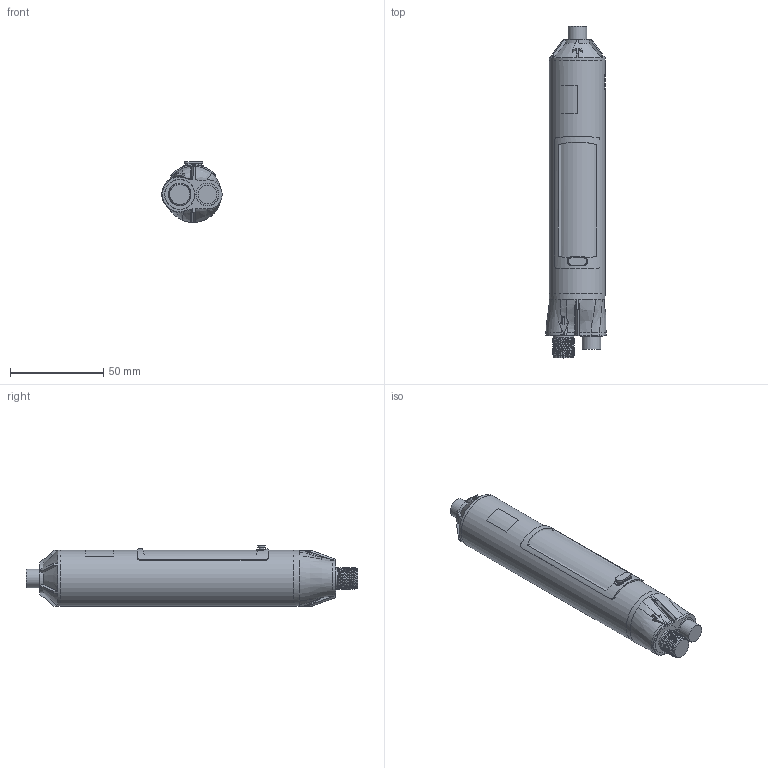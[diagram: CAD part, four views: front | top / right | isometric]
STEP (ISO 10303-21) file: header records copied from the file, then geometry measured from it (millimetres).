
FILE_DESCRIPTION(/* description */ ('evotronLIGHT Ringlicht R-50x24-P-S','CAx-IF Rec.Pracs.---Representation and Presentation of Product Manufacturing Information (PMI)---4.0---2014-10-13'),/* implementation_level */ '2;1');
FILE_NAME(/* name */ 'DCC2404_Rev.2021.01_WEB.stp',/* time_stamp */ '2022-09-01T15:16:35+02:00',/* author */ ('s. Ludwig'),/* organization */ ('evotron GmbH & Co. KG Pfuetschbergstrasse 16 98527 Suhl'),/* preprocessor_version */ 'ST-DEVELOPER v18.1',/* authorisation */ '');
FILE_SCHEMA (('AUTOMOTIVE_DESIGN { 1 0 10303 214 3 1 1 }'));
Products named in the file (1): DCC2404_Rev.2021.01_Vereinfachen_2
Bounding box: 32.27 x 177.9 x 32.56 mm (x, y, z)
Surface area: 21978.4 mm2 (no closed solid volume)
Topology: 0 solids, 114 shells, 981 faces, 2693 edges, 1392 vertices
Faces by surface type: plane 433, cylinder 406, sphere 80, cone 38, bspline 24
Full cylindrical faces by diameter (mm): 10 x2, 10.7 x1, 10.8 x9, 12 x2, 12.2 x1, 16 x1, 16.2 x1, 30 x3
Entity records: 42284 total; most frequent: CARTESIAN_POINT 17975, DIRECTION 5304, ORIENTED_EDGE 4696, EDGE_CURVE 2693, AXIS2_PLACEMENT_3D 1954, LINE 1396, VECTOR 1396, VERTEX_POINT 1392
